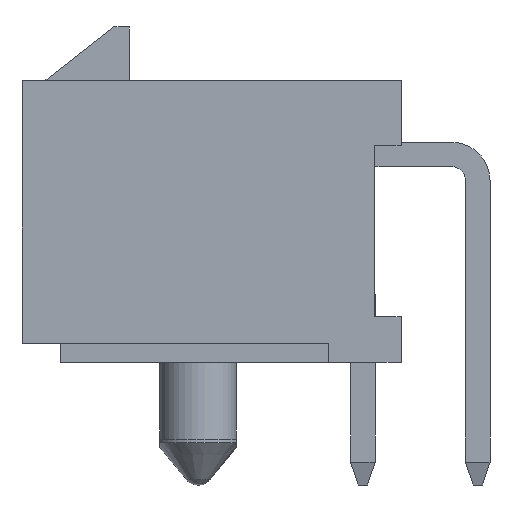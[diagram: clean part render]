
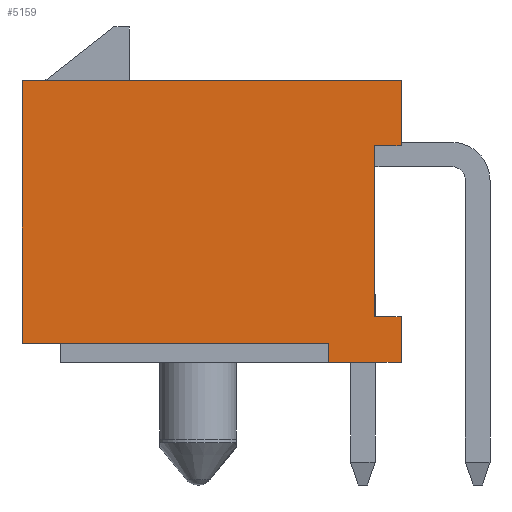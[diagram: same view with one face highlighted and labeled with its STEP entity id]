
A CAD part, left-side view. The second image highlights one B-rep face of the part: STEP entity #5159.
In plain terms, the highlighted planar face has unit normal (-1, 0, 0).
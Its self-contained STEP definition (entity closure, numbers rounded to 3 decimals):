
#610=ORIENTED_EDGE('',*,*,#1497,.F.);
#611=ORIENTED_EDGE('',*,*,#1345,.T.);
#612=ORIENTED_EDGE('',*,*,#1572,.T.);
#613=ORIENTED_EDGE('',*,*,#1573,.T.);
#614=ORIENTED_EDGE('',*,*,#1574,.T.);
#615=ORIENTED_EDGE('',*,*,#1575,.T.);
#616=ORIENTED_EDGE('',*,*,#1576,.T.);
#617=ORIENTED_EDGE('',*,*,#1401,.F.);
#618=ORIENTED_EDGE('',*,*,#1396,.T.);
#619=ORIENTED_EDGE('',*,*,#1577,.T.);
#1345=EDGE_CURVE('',#1857,#1856,#2232,.T.);
#1396=EDGE_CURVE('',#1895,#1897,#2283,.T.);
#1401=EDGE_CURVE('',#1895,#1900,#2288,.T.);
#1497=EDGE_CURVE('',#1857,#1969,#2375,.T.);
#1572=EDGE_CURVE('',#1856,#2024,#2450,.T.);
#1573=EDGE_CURVE('',#2024,#2025,#2451,.T.);
#1574=EDGE_CURVE('',#2025,#2026,#2452,.T.);
#1575=EDGE_CURVE('',#2026,#2027,#2453,.T.);
#1576=EDGE_CURVE('',#2027,#1900,#2454,.T.);
#1577=EDGE_CURVE('',#1897,#1969,#2455,.T.);
#1856=VERTEX_POINT('',#6795);
#1857=VERTEX_POINT('',#6797);
#1895=VERTEX_POINT('',#6898);
#1897=VERTEX_POINT('',#6902);
#1900=VERTEX_POINT('',#6912);
#1969=VERTEX_POINT('',#7106);
#2024=VERTEX_POINT('',#7264);
#2025=VERTEX_POINT('',#7266);
#2026=VERTEX_POINT('',#7268);
#2027=VERTEX_POINT('',#7270);
#2232=LINE('',#6796,#2744);
#2283=LINE('',#6903,#2795);
#2288=LINE('',#6913,#2800);
#2375=LINE('',#7112,#2887);
#2450=LINE('',#7263,#2962);
#2451=LINE('',#7265,#2963);
#2452=LINE('',#7267,#2964);
#2453=LINE('',#7269,#2965);
#2454=LINE('',#7271,#2966);
#2455=LINE('',#7272,#2967);
#2744=VECTOR('',#5757,1000.);
#2795=VECTOR('',#5838,1000.);
#2800=VECTOR('',#5847,1000.);
#2887=VECTOR('',#6002,1000.);
#2962=VECTOR('',#6123,1000.);
#2963=VECTOR('',#6124,1000.);
#2964=VECTOR('',#6125,1000.);
#2965=VECTOR('',#6126,1000.);
#2966=VECTOR('',#6127,1000.);
#2967=VECTOR('',#6128,1000.);
#3226=EDGE_LOOP('',(#610,#611,#612,#613,#614,#615,#616,#617,#618,#619));
#3428=FACE_BOUND('',#3226,.T.);
#3620=PLANE('',#5383);
#5159=ADVANCED_FACE('',(#3428),#3620,.T.);
#5383=AXIS2_PLACEMENT_3D('',#7262,#6121,#6122);
#5757=DIRECTION('',(0.,-1.,0.));
#5838=DIRECTION('',(0.,0.,-1.));
#5847=DIRECTION('',(0.,-1.,0.));
#6002=DIRECTION('',(0.,0.,-1.));
#6121=DIRECTION('',(-1.,0.,0.));
#6122=DIRECTION('',(0.,0.,1.));
#6123=DIRECTION('',(0.,0.,-1.));
#6124=DIRECTION('',(0.,-1.,0.));
#6125=DIRECTION('',(0.,0.,1.));
#6126=DIRECTION('',(0.,1.,0.));
#6127=DIRECTION('',(0.,0.,-1.));
#6128=DIRECTION('',(0.,-1.,0.));
#6795=CARTESIAN_POINT('',(-3.35,-1.73,-4.25));
#6796=CARTESIAN_POINT('',(-3.35,2.73,-4.25));
#6797=CARTESIAN_POINT('',(-3.35,2.73,-4.25));
#6898=CARTESIAN_POINT('',(-3.35,3.93,-3.05));
#6902=CARTESIAN_POINT('',(-3.35,3.93,-4.95));
#6903=CARTESIAN_POINT('',(-3.35,3.93,-3.05));
#6912=CARTESIAN_POINT('',(-3.35,3.43,-3.05));
#6913=CARTESIAN_POINT('',(-3.35,3.93,-3.05));
#7106=CARTESIAN_POINT('',(-3.35,2.73,-4.95));
#7112=CARTESIAN_POINT('',(-3.35,2.73,-3.95));
#7262=CARTESIAN_POINT('',(-3.35,0.,0.));
#7263=CARTESIAN_POINT('',(-3.35,-1.73,-3.95));
#7264=CARTESIAN_POINT('',(-3.35,-1.73,-4.95));
#7265=CARTESIAN_POINT('',(-3.35,3.43,-4.95));
#7266=CARTESIAN_POINT('',(-3.35,-3.43,-4.95));
#7267=CARTESIAN_POINT('',(-3.35,-3.43,-4.95));
#7268=CARTESIAN_POINT('',(-3.35,-3.43,4.95));
#7269=CARTESIAN_POINT('',(-3.35,-3.43,4.95));
#7270=CARTESIAN_POINT('',(-3.35,3.43,4.95));
#7271=CARTESIAN_POINT('',(-3.35,3.43,4.95));
#7272=CARTESIAN_POINT('',(-3.35,3.43,-4.95));
